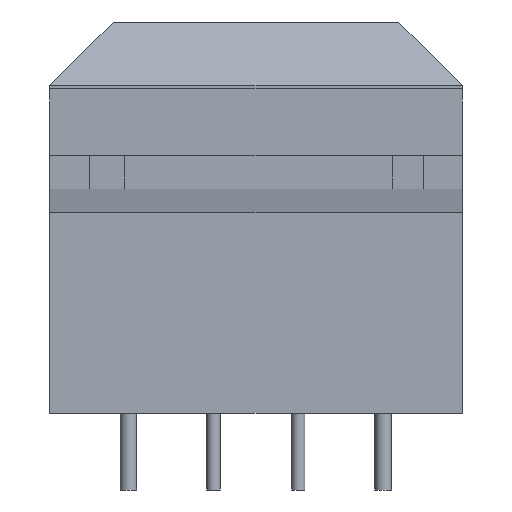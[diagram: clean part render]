
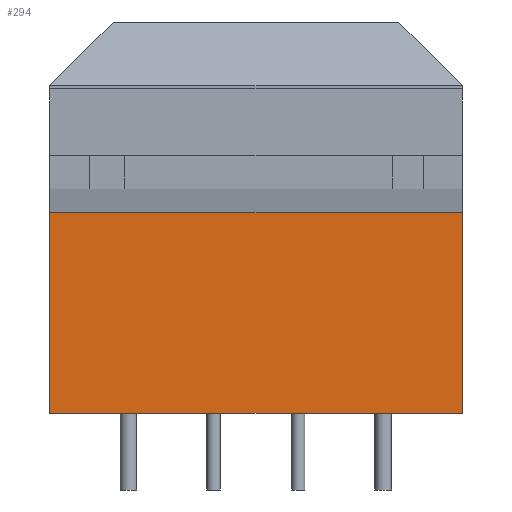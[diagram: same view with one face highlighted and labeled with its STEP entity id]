
A CAD part, front view. The second image highlights one B-rep face of the part: STEP entity #294.
In plain terms, the highlighted planar face has unit normal (0, -1, 0).
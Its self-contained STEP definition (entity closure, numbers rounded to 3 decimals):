
#65 = VERTEX_POINT('',#66);
#66 = CARTESIAN_POINT('',(9.85,-9.,0.3));
#72 = EDGE_CURVE('',#73,#65,#75,.T.);
#73 = VERTEX_POINT('',#74);
#74 = CARTESIAN_POINT('',(-2.5,-9.,0.3));
#75 = LINE('',#76,#77);
#76 = CARTESIAN_POINT('',(-2.5,-9.,0.3));
#77 = VECTOR('',#78,1.);
#78 = DIRECTION('',(1.,0.,0.));
#196 = EDGE_CURVE('',#197,#73,#199,.T.);
#197 = VERTEX_POINT('',#198);
#198 = CARTESIAN_POINT('',(-2.5,-9.,6.3));
#199 = LINE('',#200,#201);
#200 = CARTESIAN_POINT('',(-2.5,-9.,6.3));
#201 = VECTOR('',#202,1.);
#202 = DIRECTION('',(0.,0.,-1.));
#260 = EDGE_CURVE('',#261,#65,#263,.T.);
#261 = VERTEX_POINT('',#262);
#262 = CARTESIAN_POINT('',(9.85,-9.,6.3));
#263 = LINE('',#264,#265);
#264 = CARTESIAN_POINT('',(9.85,-9.,6.3));
#265 = VECTOR('',#266,1.);
#266 = DIRECTION('',(0.,0.,-1.));
#294 = ADVANCED_FACE('',(#295),#306,.F.);
#295 = FACE_BOUND('',#296,.F.);
#296 = EDGE_LOOP('',(#297,#303,#304,#305));
#297 = ORIENTED_EDGE('',*,*,#298,.T.);
#298 = EDGE_CURVE('',#197,#261,#299,.T.);
#299 = LINE('',#300,#301);
#300 = CARTESIAN_POINT('',(-2.5,-9.,6.3));
#301 = VECTOR('',#302,1.);
#302 = DIRECTION('',(1.,0.,0.));
#303 = ORIENTED_EDGE('',*,*,#260,.T.);
#304 = ORIENTED_EDGE('',*,*,#72,.F.);
#305 = ORIENTED_EDGE('',*,*,#196,.F.);
#306 = PLANE('',#307);
#307 = AXIS2_PLACEMENT_3D('',#308,#309,#310);
#308 = CARTESIAN_POINT('',(-2.5,-9.,6.3));
#309 = DIRECTION('',(0.,1.,0.));
#310 = DIRECTION('',(0.,0.,-1.));
